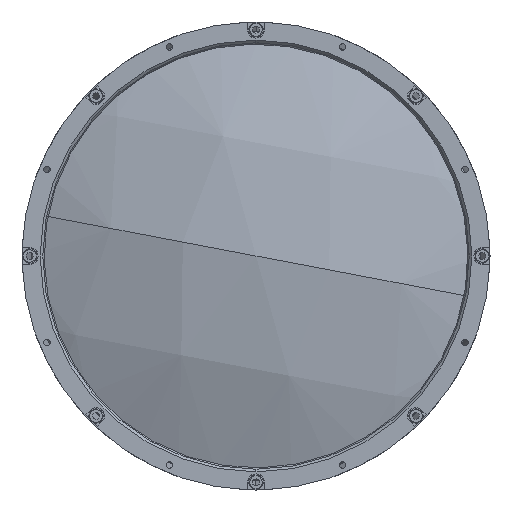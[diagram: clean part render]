
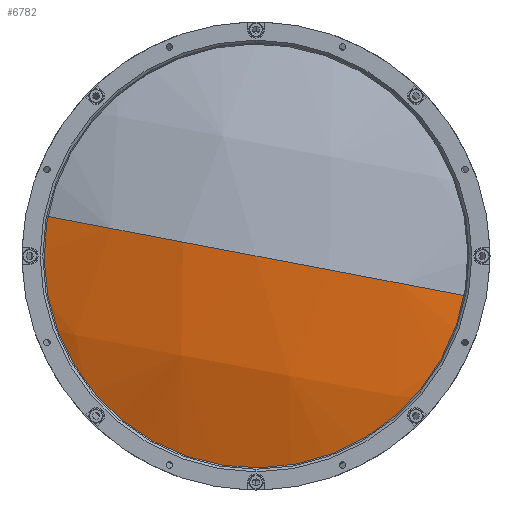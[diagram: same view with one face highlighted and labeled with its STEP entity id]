
A CAD part, left-side view. The second image highlights one B-rep face of the part: STEP entity #6782.
In plain terms, the highlighted spherical face has radius 217.7 mm.
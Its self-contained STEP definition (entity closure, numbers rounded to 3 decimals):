
#1417 = CARTESIAN_POINT ( 'NONE',  ( 214.7, 0., 0. ) ) ;
#3076 = EDGE_CURVE ( 'NONE', #4190, #11415, #30283, .T. ) ;
#3129 = DIRECTION ( 'NONE',  ( -1., 0., 0. ) ) ;
#3923 = DIRECTION ( 'NONE',  ( 0., -0.982, -0.187 ) ) ;
#3989 = CARTESIAN_POINT ( 'NONE',  ( 214.7, 0., 0. ) ) ;
#4104 = CARTESIAN_POINT ( 'NONE',  ( 13.859, -82.524, -15.675 ) ) ;
#4190 = VERTEX_POINT ( 'NONE', #4415 ) ;
#4415 = CARTESIAN_POINT ( 'NONE',  ( 13.859, 82.524, 15.675 ) ) ;
#5398 = CARTESIAN_POINT ( 'NONE',  ( 214.7, 0., 0. ) ) ;
#6551 = DIRECTION ( 'NONE',  ( 0., 0.187, -0.982 ) ) ;
#6782 = ADVANCED_FACE ( 'NONE', ( #25038 ), #31726, .T. ) ;
#6932 = ORIENTED_EDGE ( 'NONE', *, *, #3076, .F. ) ;
#7918 = DIRECTION ( 'NONE',  ( 0., 0.982, 0.187 ) ) ;
#10263 = ORIENTED_EDGE ( 'NONE', *, *, #13164, .T. ) ;
#10890 = CIRCLE ( 'NONE', #11344, 84. ) ;
#11344 = AXIS2_PLACEMENT_3D ( 'NONE', #18256, #3129, #20788 ) ;
#11415 = VERTEX_POINT ( 'NONE', #28157 ) ;
#13164 = EDGE_CURVE ( 'NONE', #4190, #29405, #10890, .T. ) ;
#15459 = EDGE_CURVE ( 'NONE', #29405, #11415, #16768, .T. ) ;
#15784 = EDGE_LOOP ( 'NONE', ( #10263, #16190, #6932 ) ) ;
#16190 = ORIENTED_EDGE ( 'NONE', *, *, #15459, .T. ) ;
#16768 = CIRCLE ( 'NONE', #29466, 217.7 ) ;
#18256 = CARTESIAN_POINT ( 'NONE',  ( 13.859, 0., 0. ) ) ;
#19059 = DIRECTION ( 'NONE',  ( 0., -0.187, 0.982 ) ) ;
#20788 = DIRECTION ( 'NONE',  ( 0., 0.187, -0.982 ) ) ;
#22971 = DIRECTION ( 'NONE',  ( 0., 0.187, -0.982 ) ) ;
#24128 = DIRECTION ( 'NONE',  ( 0., 0.982, 0.187 ) ) ;
#25038 = FACE_OUTER_BOUND ( 'NONE', #15784, .T. ) ;
#27362 = AXIS2_PLACEMENT_3D ( 'NONE', #1417, #19059, #3923 ) ;
#28157 = CARTESIAN_POINT ( 'NONE',  ( -3., 0., 0. ) ) ;
#29405 = VERTEX_POINT ( 'NONE', #4104 ) ;
#29466 = AXIS2_PLACEMENT_3D ( 'NONE', #5398, #22971, #7918 ) ;
#30283 = CIRCLE ( 'NONE', #27362, 217.7 ) ;
#31405 = AXIS2_PLACEMENT_3D ( 'NONE', #3989, #6551, #24128 ) ;
#31726 = SPHERICAL_SURFACE ( 'NONE', #31405, 217.7 ) ;
